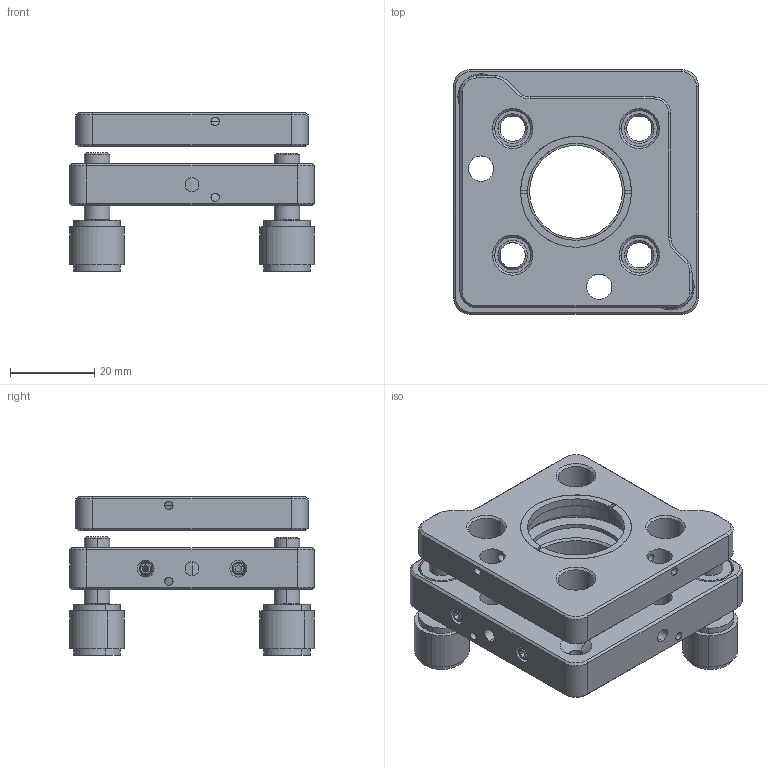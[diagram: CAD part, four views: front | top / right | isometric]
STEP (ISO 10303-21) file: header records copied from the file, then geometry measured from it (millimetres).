
FILE_DESCRIPTION (( 'STEP AP203' ), '1' );
FILE_NAME ('GCT-080304 俋倰芞.STEP', '2017-02-16T08:18:00', ( 'Lxtx999.CoM' ), ( 'Lxtx999.CoM' ), 'SwSTEP 2.0', 'SolidWorks 2012', '' );
FILE_SCHEMA (( 'CONFIG_CONTROL_DESIGN' ));
Length unit declared in the file: centimetre
Products named in the file (1): GCT-080304 俋倰芞
Bounding box: 58 x 58 x 37.5 mm (x, y, z)
Surface area: 20642.2 mm2 (no closed solid volume)
Topology: 0 solids, 18 shells, 311 faces, 797 edges, 502 vertices
Faces by surface type: cylinder 129, plane 94, cone 88
Entity records: 9869 total; most frequent: CARTESIAN_POINT 2015, DIRECTION 1757, ORIENTED_EDGE 1440, EDGE_CURVE 793, AXIS2_PLACEMENT_3D 676, VERTEX_POINT 502, VECTOR 405, LINE 405
